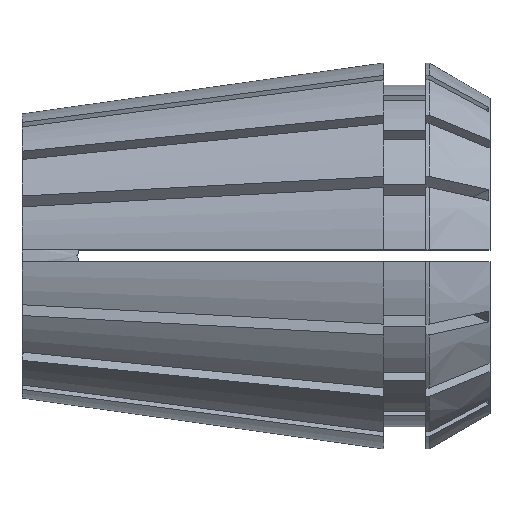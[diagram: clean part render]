
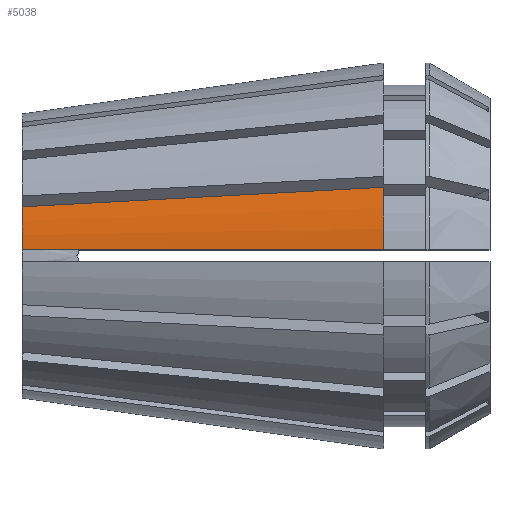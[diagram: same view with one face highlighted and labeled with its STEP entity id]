
A CAD part, top view. The second image highlights one B-rep face of the part: STEP entity #5038.
In plain terms, the highlighted conical face has half-angle 8 degrees and reference radius 16.5 mm.
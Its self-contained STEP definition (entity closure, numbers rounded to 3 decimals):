
#155 = CARTESIAN_POINT ( 'NONE',  ( 0., 4.187, 11.414 ) ) ;
#235 = CARTESIAN_POINT ( 'NONE',  ( 3.861, 0.5, 12.69 ) ) ;
#467 = CARTESIAN_POINT ( 'NONE',  ( 0., 4.187, 11.414 ) ) ;
#498 = CONICAL_SURFACE ( 'NONE', #4486, 16.5, 0.14 ) ;
#509 = EDGE_LOOP ( 'NONE', ( #6534, #2148, #1875, #6311 ) ) ;
#743 = CARTESIAN_POINT ( 'NONE',  ( 1.287, 0.5, 12.328 ) ) ;
#802 = DIRECTION ( 'NONE',  ( -1., 0., 0. ) ) ;
#921 = CARTESIAN_POINT ( 'NONE',  ( 0., 0.5, 12.147 ) ) ;
#1016 = EDGE_CURVE ( 'NONE', #2204, #1531, #1956, .T. ) ;
#1531 = VERTEX_POINT ( 'NONE', #155 ) ;
#1632 = DIRECTION ( 'NONE',  ( 0., 0., -1. ) ) ;
#1721 = CARTESIAN_POINT ( 'NONE',  ( 29.247, 0.5, 16.26 ) ) ;
#1797 = CARTESIAN_POINT ( 'NONE',  ( 30.9, 5.85, 15.429 ) ) ;
#1875 = ORIENTED_EDGE ( 'NONE', *, *, #6178, .F. ) ;
#1949 = DIRECTION ( 'NONE',  ( -1., 0., 0. ) ) ;
#1956 = B_SPLINE_CURVE_WITH_KNOTS ( 'NONE', 3,
 ( #3023, #5554, #5012, #467 ),
 .UNSPECIFIED., .F., .F.,
 ( 4, 4 ),
 ( 0., 0.031 ),
 .UNSPECIFIED. ) ;
#2017 = CARTESIAN_POINT ( 'NONE',  ( 30.9, 0.5, 16.493 ) ) ;
#2148 = ORIENTED_EDGE ( 'NONE', *, *, #1016, .T. ) ;
#2204 = VERTEX_POINT ( 'NONE', #1797 ) ;
#2252 = CARTESIAN_POINT ( 'NONE',  ( 30.9, 0.5, 16.493 ) ) ;
#2781 = CARTESIAN_POINT ( 'NONE',  ( 25.941, 0.5, 15.795 ) ) ;
#3023 = CARTESIAN_POINT ( 'NONE',  ( 30.9, 5.85, 15.429 ) ) ;
#3278 = CARTESIAN_POINT ( 'NONE',  ( 11.221, 0.5, 13.726 ) ) ;
#3775 = CARTESIAN_POINT ( 'NONE',  ( 2.574, 0.5, 12.509 ) ) ;
#3845 = CARTESIAN_POINT ( 'NONE',  ( 0., 0., 0. ) ) ;
#4019 = AXIS2_PLACEMENT_3D ( 'NONE', #4989, #1949, #5482 ) ;
#4094 = B_SPLINE_CURVE_WITH_KNOTS ( 'NONE', 3,
 ( #2252, #1721, #5801, #2781, #6302, #3278, #235, #3775, #743, #4287 ),
 .UNSPECIFIED., .F., .F.,
 ( 4, 3, 3, 4 ),
 ( 0.064, 0.069, 0.091, 0.095 ),
 .UNSPECIFIED. ) ;
#4287 = CARTESIAN_POINT ( 'NONE',  ( 0., 0.5, 12.147 ) ) ;
#4347 = DIRECTION ( 'NONE',  ( 0., 0., 1. ) ) ;
#4419 = EDGE_CURVE ( 'NONE', #4681, #6331, #4094, .T. ) ;
#4486 = AXIS2_PLACEMENT_3D ( 'NONE', #4660, #4679, #1632 ) ;
#4660 = CARTESIAN_POINT ( 'NONE',  ( 30.9, 0., 0. ) ) ;
#4679 = DIRECTION ( 'NONE',  ( 1., 0., 0. ) ) ;
#4681 = VERTEX_POINT ( 'NONE', #2017 ) ;
#4941 = CIRCLE ( 'NONE', #4019, 16.5 ) ;
#4989 = CARTESIAN_POINT ( 'NONE',  ( 30.9, 0., 0. ) ) ;
#5012 = CARTESIAN_POINT ( 'NONE',  ( 10.3, 4.741, 12.753 ) ) ;
#5038 = ADVANCED_FACE ( 'NONE', ( #6049 ), #498, .T. ) ;
#5216 = AXIS2_PLACEMENT_3D ( 'NONE', #3845, #802, #4347 ) ;
#5482 = DIRECTION ( 'NONE',  ( 0., 0., 1. ) ) ;
#5554 = CARTESIAN_POINT ( 'NONE',  ( 20.6, 5.295, 14.091 ) ) ;
#5726 = CIRCLE ( 'NONE', #5216, 12.158 ) ;
#5801 = CARTESIAN_POINT ( 'NONE',  ( 27.594, 0.5, 16.028 ) ) ;
#6049 = FACE_OUTER_BOUND ( 'NONE', #509, .T. ) ;
#6178 = EDGE_CURVE ( 'NONE', #6331, #1531, #5726, .T. ) ;
#6302 = CARTESIAN_POINT ( 'NONE',  ( 18.581, 0.5, 14.761 ) ) ;
#6307 = EDGE_CURVE ( 'NONE', #4681, #2204, #4941, .T. ) ;
#6311 = ORIENTED_EDGE ( 'NONE', *, *, #4419, .F. ) ;
#6331 = VERTEX_POINT ( 'NONE', #921 ) ;
#6534 = ORIENTED_EDGE ( 'NONE', *, *, #6307, .T. ) ;
